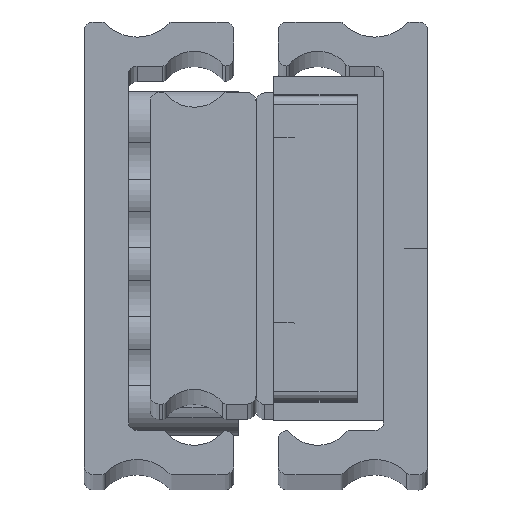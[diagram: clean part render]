
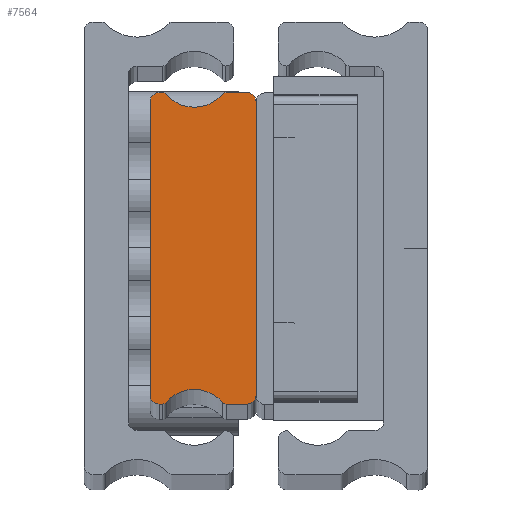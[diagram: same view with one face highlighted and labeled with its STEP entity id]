
A CAD part, top view. The second image highlights one B-rep face of the part: STEP entity #7564.
In plain terms, the highlighted planar face has unit normal (0, 0, 1).
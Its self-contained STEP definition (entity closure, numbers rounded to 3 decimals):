
#42 = CARTESIAN_POINT ( 'NONE',  ( -10.603, -17.187, 0. ) ) ;
#77 = CARTESIAN_POINT ( 'NONE',  ( -11., -17.687, 0. ) ) ;
#85 = AXIS2_PLACEMENT_3D ( 'NONE', #7994, #3911, #7453 ) ;
#106 = EDGE_CURVE ( 'NONE', #4409, #1553, #2465, .T. ) ;
#139 = LINE ( 'NONE', #2869, #5055 ) ;
#152 = ORIENTED_EDGE ( 'NONE', *, *, #6231, .T. ) ;
#169 = DIRECTION ( 'NONE',  ( 0., 0., -1. ) ) ;
#359 = CARTESIAN_POINT ( 'NONE',  ( -10.603, -17.687, 0. ) ) ;
#380 = ORIENTED_EDGE ( 'NONE', *, *, #611, .T. ) ;
#436 = VERTEX_POINT ( 'NONE', #4771 ) ;
#602 = CIRCLE ( 'NONE', #7339, 0.5 ) ;
#611 = EDGE_CURVE ( 'NONE', #3749, #4409, #139, .T. ) ;
#642 = ORIENTED_EDGE ( 'NONE', *, *, #3274, .T. ) ;
#745 = CARTESIAN_POINT ( 'NONE',  ( -10.603, 17.187, 0. ) ) ;
#812 = CARTESIAN_POINT ( 'NONE',  ( -10.192, -17.473, 0. ) ) ;
#824 = AXIS2_PLACEMENT_3D ( 'NONE', #831, #6148, #3362 ) ;
#831 = CARTESIAN_POINT ( 'NONE',  ( -11., 16.687, 0. ) ) ;
#840 = CARTESIAN_POINT ( 'NONE',  ( -12., 16.687, 0. ) ) ;
#878 = DIRECTION ( 'NONE',  ( 1., 0., 0. ) ) ;
#911 = LINE ( 'NONE', #4332, #2268 ) ;
#955 = CARTESIAN_POINT ( 'NONE',  ( -1., -17.688, 0. ) ) ;
#989 = CARTESIAN_POINT ( 'NONE',  ( 0., 16.687, 0. ) ) ;
#1021 = AXIS2_PLACEMENT_3D ( 'NONE', #5192, #7923, #4502 ) ;
#1049 = CARTESIAN_POINT ( 'NONE',  ( -11., -16.688, 0. ) ) ;
#1168 = ORIENTED_EDGE ( 'NONE', *, *, #6167, .T. ) ;
#1189 = EDGE_CURVE ( 'NONE', #8427, #8100, #7792, .T. ) ;
#1282 = DIRECTION ( 'NONE',  ( 0., -1., 0. ) ) ;
#1387 = DIRECTION ( 'NONE',  ( 1., 0., 0. ) ) ;
#1496 = LINE ( 'NONE', #5469, #6023 ) ;
#1553 = VERTEX_POINT ( 'NONE', #2714 ) ;
#1611 = AXIS2_PLACEMENT_3D ( 'NONE', #1049, #6458, #3036 ) ;
#1795 = AXIS2_PLACEMENT_3D ( 'NONE', #7088, #169, #878 ) ;
#1844 = VERTEX_POINT ( 'NONE', #3279 ) ;
#1960 = CIRCLE ( 'NONE', #2689, 0.5 ) ;
#2069 = LINE ( 'NONE', #4822, #5323 ) ;
#2091 = CARTESIAN_POINT ( 'NONE',  ( -10.192, 17.473, 0. ) ) ;
#2177 = EDGE_CURVE ( 'NONE', #3594, #4388, #4538, .T. ) ;
#2268 = VECTOR ( 'NONE', #1282, 1000. ) ;
#2292 = AXIS2_PLACEMENT_3D ( 'NONE', #6936, #8328, #6392 ) ;
#2465 = CIRCLE ( 'NONE', #4338, 1. ) ;
#2577 = CIRCLE ( 'NONE', #7601, 1. ) ;
#2689 = AXIS2_PLACEMENT_3D ( 'NONE', #42, #6829, #4345 ) ;
#2714 = CARTESIAN_POINT ( 'NONE',  ( 0., -16.687, 0. ) ) ;
#2732 = EDGE_CURVE ( 'NONE', #1553, #7471, #7204, .T. ) ;
#2805 = CIRCLE ( 'NONE', #85, 0.5 ) ;
#2869 = CARTESIAN_POINT ( 'NONE',  ( -3.397, -17.688, 0. ) ) ;
#2888 = AXIS2_PLACEMENT_3D ( 'NONE', #5204, #3031, #7165 ) ;
#2951 = ORIENTED_EDGE ( 'NONE', *, *, #106, .T. ) ;
#2962 = CARTESIAN_POINT ( 'NONE',  ( -10.603, 17.688, 0. ) ) ;
#2972 = DIRECTION ( 'NONE',  ( 0., 1., 0. ) ) ;
#3007 = LINE ( 'NONE', #2962, #5885 ) ;
#3021 = EDGE_CURVE ( 'NONE', #8100, #3628, #2069, .T. ) ;
#3031 = DIRECTION ( 'NONE',  ( 0., 0., -1. ) ) ;
#3036 = DIRECTION ( 'NONE',  ( 1., 0., 0. ) ) ;
#3108 = DIRECTION ( 'NONE',  ( 1., 0., 0. ) ) ;
#3194 = ORIENTED_EDGE ( 'NONE', *, *, #7152, .T. ) ;
#3274 = EDGE_CURVE ( 'NONE', #1844, #3749, #2805, .T. ) ;
#3279 = CARTESIAN_POINT ( 'NONE',  ( -3.808, -17.473, 0. ) ) ;
#3317 = CARTESIAN_POINT ( 'NONE',  ( -3.397, -17.688, 0. ) ) ;
#3362 = DIRECTION ( 'NONE',  ( 1., 0., 0. ) ) ;
#3533 = VERTEX_POINT ( 'NONE', #812 ) ;
#3594 = VERTEX_POINT ( 'NONE', #3598 ) ;
#3598 = CARTESIAN_POINT ( 'NONE',  ( -3.808, 17.473, 0. ) ) ;
#3628 = VERTEX_POINT ( 'NONE', #359 ) ;
#3673 = CARTESIAN_POINT ( 'NONE',  ( -1., 16.687, 0. ) ) ;
#3700 = FACE_OUTER_BOUND ( 'NONE', #5251, .T. ) ;
#3722 = ORIENTED_EDGE ( 'NONE', *, *, #8533, .T. ) ;
#3749 = VERTEX_POINT ( 'NONE', #3317 ) ;
#3826 = CARTESIAN_POINT ( 'NONE',  ( 0., -16.687, 0. ) ) ;
#3855 = EDGE_CURVE ( 'NONE', #8298, #8427, #911, .T. ) ;
#3911 = DIRECTION ( 'NONE',  ( 0., 0., 1. ) ) ;
#3917 = EDGE_CURVE ( 'NONE', #436, #8298, #3974, .T. ) ;
#3974 = CIRCLE ( 'NONE', #824, 1. ) ;
#4191 = DIRECTION ( 'NONE',  ( -1., 0., 0. ) ) ;
#4285 = EDGE_CURVE ( 'NONE', #3628, #3533, #1960, .T. ) ;
#4332 = CARTESIAN_POINT ( 'NONE',  ( -12., 16.687, 0. ) ) ;
#4338 = AXIS2_PLACEMENT_3D ( 'NONE', #5988, #7466, #4646 ) ;
#4345 = DIRECTION ( 'NONE',  ( 1., 0., 0. ) ) ;
#4373 = PLANE ( 'NONE',  #1021 ) ;
#4388 = VERTEX_POINT ( 'NONE', #2091 ) ;
#4409 = VERTEX_POINT ( 'NONE', #955 ) ;
#4502 = DIRECTION ( 'NONE',  ( 1., 0., 0. ) ) ;
#4538 = CIRCLE ( 'NONE', #1795, 4.22 ) ;
#4646 = DIRECTION ( 'NONE',  ( 1., 0., 0. ) ) ;
#4762 = ORIENTED_EDGE ( 'NONE', *, *, #5777, .T. ) ;
#4771 = CARTESIAN_POINT ( 'NONE',  ( -11., 17.687, 0. ) ) ;
#4802 = DIRECTION ( 'NONE',  ( -1., 0., 0. ) ) ;
#4822 = CARTESIAN_POINT ( 'NONE',  ( -11., -17.687, 0. ) ) ;
#4908 = CIRCLE ( 'NONE', #2888, 4.22 ) ;
#5036 = CIRCLE ( 'NONE', #2292, 0.5 ) ;
#5055 = VECTOR ( 'NONE', #7544, 1000. ) ;
#5082 = ORIENTED_EDGE ( 'NONE', *, *, #3855, .T. ) ;
#5091 = ORIENTED_EDGE ( 'NONE', *, *, #5921, .T. ) ;
#5157 = VECTOR ( 'NONE', #2972, 1000. ) ;
#5192 = CARTESIAN_POINT ( 'NONE',  ( -7., 20.232, 0. ) ) ;
#5204 = CARTESIAN_POINT ( 'NONE',  ( -7., -20.232, 0. ) ) ;
#5251 = EDGE_LOOP ( 'NONE', ( #7942, #3722, #1168, #5440, #5082, #7834, #7505, #8363, #3194, #642, #380, #2951, #5806, #5091, #4762, #152 ) ) ;
#5323 = VECTOR ( 'NONE', #1387, 1000. ) ;
#5440 = ORIENTED_EDGE ( 'NONE', *, *, #3917, .T. ) ;
#5469 = CARTESIAN_POINT ( 'NONE',  ( -1., 17.687, 0. ) ) ;
#5726 = VERTEX_POINT ( 'NONE', #8215 ) ;
#5777 = EDGE_CURVE ( 'NONE', #8362, #5726, #1496, .T. ) ;
#5806 = ORIENTED_EDGE ( 'NONE', *, *, #2732, .T. ) ;
#5885 = VECTOR ( 'NONE', #4191, 1000. ) ;
#5921 = EDGE_CURVE ( 'NONE', #7471, #8362, #2577, .T. ) ;
#5988 = CARTESIAN_POINT ( 'NONE',  ( -1., -16.687, 0. ) ) ;
#6023 = VECTOR ( 'NONE', #4802, 1000. ) ;
#6039 = VERTEX_POINT ( 'NONE', #6168 ) ;
#6132 = DIRECTION ( 'NONE',  ( 1., 0., 0. ) ) ;
#6148 = DIRECTION ( 'NONE',  ( 0., 0., 1. ) ) ;
#6167 = EDGE_CURVE ( 'NONE', #6039, #436, #3007, .T. ) ;
#6168 = CARTESIAN_POINT ( 'NONE',  ( -10.603, 17.687, 0. ) ) ;
#6231 = EDGE_CURVE ( 'NONE', #5726, #3594, #5036, .T. ) ;
#6392 = DIRECTION ( 'NONE',  ( 1., 0., 0. ) ) ;
#6458 = DIRECTION ( 'NONE',  ( 0., 0., 1. ) ) ;
#6829 = DIRECTION ( 'NONE',  ( 0., 0., 1. ) ) ;
#6936 = CARTESIAN_POINT ( 'NONE',  ( -3.397, 17.187, 0. ) ) ;
#7088 = CARTESIAN_POINT ( 'NONE',  ( -7., 20.232, 0. ) ) ;
#7152 = EDGE_CURVE ( 'NONE', #3533, #1844, #4908, .T. ) ;
#7165 = DIRECTION ( 'NONE',  ( 1., 0., 0. ) ) ;
#7204 = LINE ( 'NONE', #3826, #5157 ) ;
#7339 = AXIS2_PLACEMENT_3D ( 'NONE', #745, #7558, #6132 ) ;
#7453 = DIRECTION ( 'NONE',  ( 1., 0., 0. ) ) ;
#7466 = DIRECTION ( 'NONE',  ( 0., 0., 1. ) ) ;
#7471 = VERTEX_POINT ( 'NONE', #989 ) ;
#7505 = ORIENTED_EDGE ( 'NONE', *, *, #3021, .T. ) ;
#7544 = DIRECTION ( 'NONE',  ( 1., 0., 0. ) ) ;
#7558 = DIRECTION ( 'NONE',  ( 0., 0., 1. ) ) ;
#7564 = ADVANCED_FACE ( 'NONE', ( #3700 ), #4373, .T. ) ;
#7601 = AXIS2_PLACEMENT_3D ( 'NONE', #3673, #8615, #3108 ) ;
#7792 = CIRCLE ( 'NONE', #1611, 1. ) ;
#7834 = ORIENTED_EDGE ( 'NONE', *, *, #1189, .T. ) ;
#7923 = DIRECTION ( 'NONE',  ( 0., 0., 1. ) ) ;
#7932 = CARTESIAN_POINT ( 'NONE',  ( -12., -16.688, 0. ) ) ;
#7942 = ORIENTED_EDGE ( 'NONE', *, *, #2177, .T. ) ;
#7994 = CARTESIAN_POINT ( 'NONE',  ( -3.397, -17.187, 0. ) ) ;
#8100 = VERTEX_POINT ( 'NONE', #77 ) ;
#8215 = CARTESIAN_POINT ( 'NONE',  ( -3.397, 17.687, 0. ) ) ;
#8298 = VERTEX_POINT ( 'NONE', #840 ) ;
#8328 = DIRECTION ( 'NONE',  ( 0., 0., 1. ) ) ;
#8362 = VERTEX_POINT ( 'NONE', #8402 ) ;
#8363 = ORIENTED_EDGE ( 'NONE', *, *, #4285, .T. ) ;
#8402 = CARTESIAN_POINT ( 'NONE',  ( -1., 17.688, 0. ) ) ;
#8427 = VERTEX_POINT ( 'NONE', #7932 ) ;
#8533 = EDGE_CURVE ( 'NONE', #4388, #6039, #602, .T. ) ;
#8615 = DIRECTION ( 'NONE',  ( 0., 0., 1. ) ) ;
